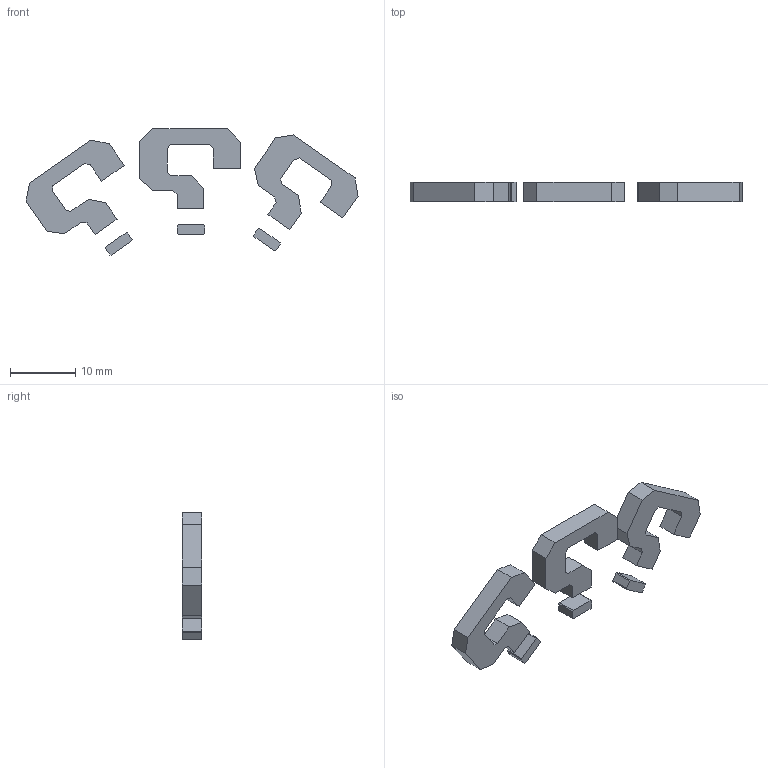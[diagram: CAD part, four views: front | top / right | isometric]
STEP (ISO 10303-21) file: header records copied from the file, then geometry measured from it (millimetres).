
FILE_DESCRIPTION (( 'STEP AP203' ), '1' );
FILE_NAME ('鎮爵兜苤恀瘍.STEP', '2024-04-09T14:11:19', ( '' ), ( '' ), 'SwSTEP 2.0', 'SolidWorks 2020', '' );
FILE_SCHEMA (( 'CONFIG_CONTROL_DESIGN' ));
Length unit declared in the file: millimetre
Products named in the file (1): 鎮爵兜苤恀瘍
Bounding box: 51.04 x 3 x 19.45 mm (x, y, z)
Volume: 960.2 mm3; surface area: 1354 mm2
Topology: 6 solids, 6 shells, 96 faces, 252 edges, 168 vertices
Faces by surface type: plane 96
Entity records: 2963 total; most frequent: CARTESIAN_POINT 517, ORIENTED_EDGE 504, DIRECTION 446, VECTOR 252, LINE 252, EDGE_CURVE 252, VERTEX_POINT 168, AXIS2_PLACEMENT_3D 97
